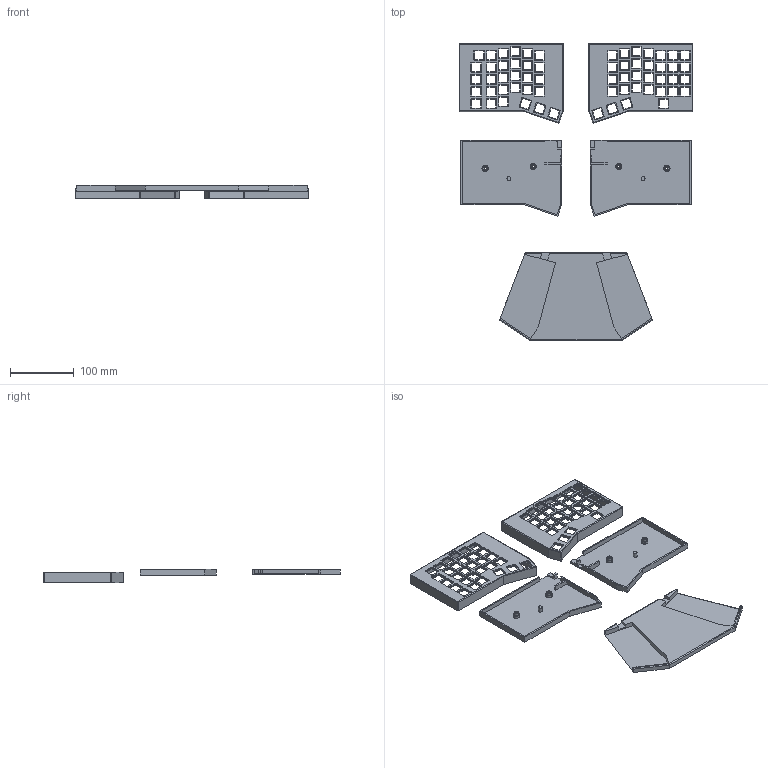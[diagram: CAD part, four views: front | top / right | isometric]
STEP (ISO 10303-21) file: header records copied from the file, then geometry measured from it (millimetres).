
FILE_DESCRIPTION(/* description */ ('STEP AP242','CAx-IF Rec.Pracs.---Representation and Presentation of Product Manufacturing Information (PMI)---4.0---2014-10-13','CAx-IF Rec.Pracs.---3D Tessellated Geometry---0.4---2014-09-14','2;1'),/* implementation_level */ '2;1');
FILE_NAME(/* name */ '67ea869a5017516de82c8797',/* time_stamp */ '2025-03-31T12:12:11Z',/* author */ (''),/* organization */ (''),/* preprocessor_version */ 'ST-DEVELOPER v20',/* originating_system */ 'ONSHAPE BY PTC INC, 1.195',/* authorisation */ ' ');
FILE_SCHEMA (('AP242_MANAGED_MODEL_BASED_3D_ENGINEERING_MIM_LF { 1 0 10303 442 1 1 4 }'));
Length unit declared in the file: metre
Products named in the file (5): lid right; body left; body right; lid left; connector
Bounding box: 367.45 x 466.53 x 22 mm (x, y, z)
Volume: 321122.7 mm3; surface area: 241142.5 mm2
Topology: 5 solids, 5 shells, 1135 faces, 3053 edges, 2016 vertices
Faces by surface type: plane 770, cylinder 353, sphere 10, torus 2
Full cylindrical faces by diameter (mm): 3 x2, 3.5 x4, 4.25 x4, 5.5 x2, 6.25 x8, 7 x8, 10 x4, 12 x7
Entity records: 35531 total; most frequent: CARTESIAN_POINT 6156, ORIENTED_EDGE 6004, DIRECTION 5988, EDGE_CURVE 3002, LINE 2296, VECTOR 2296, VERTEX_POINT 2014, AXIS2_PLACEMENT_3D 1846
